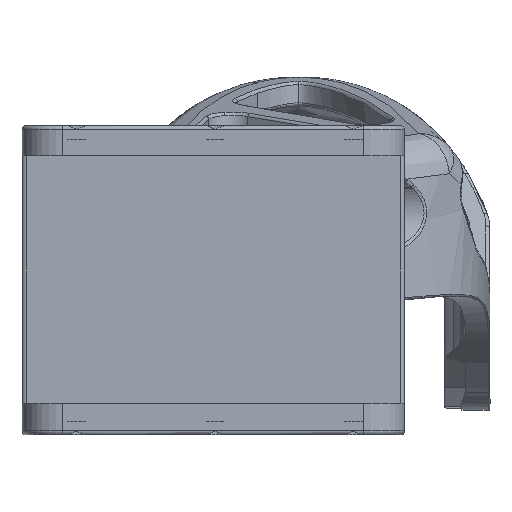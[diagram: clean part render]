
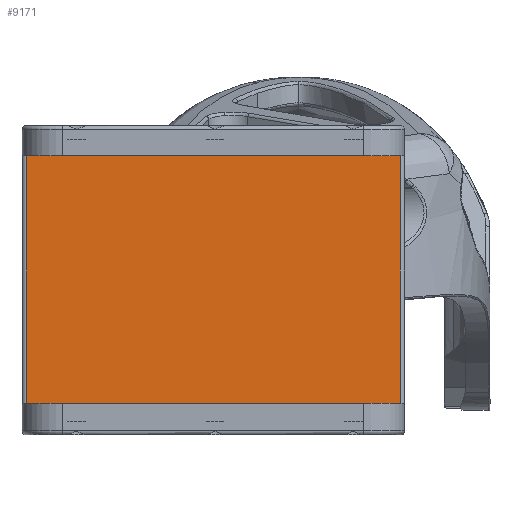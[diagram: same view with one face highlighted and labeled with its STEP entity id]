
A CAD part, front view. The second image highlights one B-rep face of the part: STEP entity #9171.
In plain terms, the highlighted planar face has unit normal (0, -1, 0).
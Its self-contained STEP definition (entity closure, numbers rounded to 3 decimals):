
#592=LINE('',#15134,#855);
#611=LINE('',#15213,#874);
#612=LINE('',#15216,#875);
#613=LINE('',#15217,#876);
#855=VECTOR('',#10952,10.);
#874=VECTOR('',#11051,10.);
#875=VECTOR('',#11054,10.);
#876=VECTOR('',#11055,10.);
#1060=PLANE('',#9888);
#1262=FACE_OUTER_BOUND('',#1841,.T.);
#1841=EDGE_LOOP('',(#6668,#6669,#6670,#6671));
#3800=VERTEX_POINT('',#15131);
#3801=VERTEX_POINT('',#15133);
#3821=VERTEX_POINT('',#15211);
#3822=VERTEX_POINT('',#15215);
#4851=EDGE_CURVE('',#3801,#3800,#592,.T.);
#4892=EDGE_CURVE('',#3821,#3800,#611,.T.);
#4893=EDGE_CURVE('',#3821,#3822,#612,.T.);
#4894=EDGE_CURVE('',#3801,#3822,#613,.T.);
#6668=ORIENTED_EDGE('',*,*,#4892,.F.);
#6669=ORIENTED_EDGE('',*,*,#4893,.T.);
#6670=ORIENTED_EDGE('',*,*,#4894,.F.);
#6671=ORIENTED_EDGE('',*,*,#4851,.T.);
#9171=ADVANCED_FACE('',(#1262),#1060,.T.);
#9888=AXIS2_PLACEMENT_3D('',#15214,#11052,#11053);
#10952=DIRECTION('',(1.,0.,0.));
#11051=DIRECTION('',(0.,0.,-1.));
#11052=DIRECTION('center_axis',(0.,-1.,0.));
#11053=DIRECTION('ref_axis',(0.,0.,1.));
#11054=DIRECTION('',(-1.,0.,0.));
#11055=DIRECTION('',(0.,0.,1.));
#15131=CARTESIAN_POINT('',(12.5,-86.45,-11.));
#15133=CARTESIAN_POINT('',(-33.5,-86.45,-11.));
#15134=CARTESIAN_POINT('',(-13.5,-86.45,-11.));
#15211=CARTESIAN_POINT('',(12.5,-86.45,19.4));
#15213=CARTESIAN_POINT('',(12.5,-86.45,11.55));
#15214=CARTESIAN_POINT('Origin',(0.,-86.45,0.));
#15215=CARTESIAN_POINT('',(-33.5,-86.45,19.4));
#15216=CARTESIAN_POINT('',(-13.5,-86.45,19.4));
#15217=CARTESIAN_POINT('',(-33.5,-86.45,11.55));
